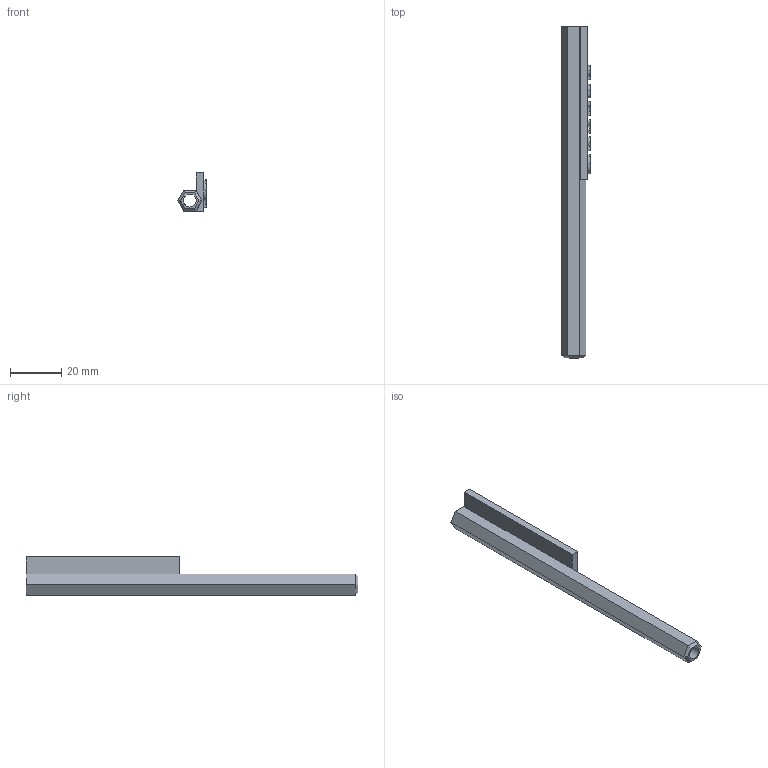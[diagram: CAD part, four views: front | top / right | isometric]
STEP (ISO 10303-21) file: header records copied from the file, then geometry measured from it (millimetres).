
FILE_DESCRIPTION(('FreeCAD Model'),'2;1');
FILE_NAME('Boli-obijuan.step','2016-12-15T11:35:49',('Author'),(''), 'Open CASCADE STEP processor 6.8','FreeCAD','Unknown');
FILE_SCHEMA(('AUTOMOTIVE_DESIGN_CC2 { 1 2 10303 214 -1 1 5 4 }'));
Length unit declared in the file: millimetre
Products named in the file (2): ASSEMBLY; Boli
Assembly tree (1 placements, depth 2):
  ASSEMBLY
    Boli
Bounding box: 11.25 x 130 x 15 mm (x, y, z)
Volume: 7351.2 mm3; surface area: 7277.4 mm2
Topology: 1 solids, 1 shells, 156 faces, 421 edges, 279 vertices
Faces by surface type: plane 78, extrusion 77, cylinder 1
Entity records: 10441 total; most frequent: CARTESIAN_POINT 2487, DIRECTION 1180, VECTOR 1009, LINE 932, ORIENTED_EDGE 842, PCURVE 842, DEFINITIONAL_REPRESENTATION 842, EDGE_CURVE 421
